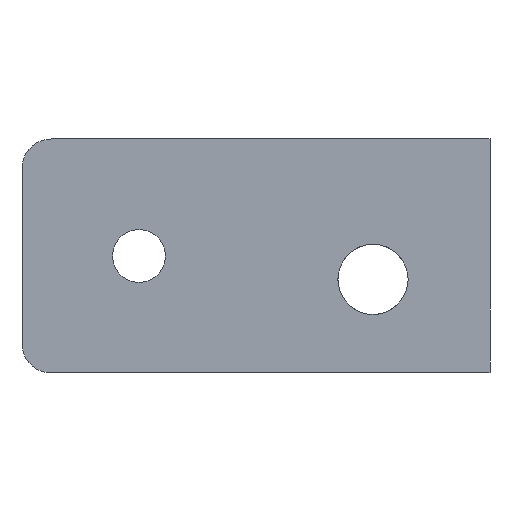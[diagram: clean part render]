
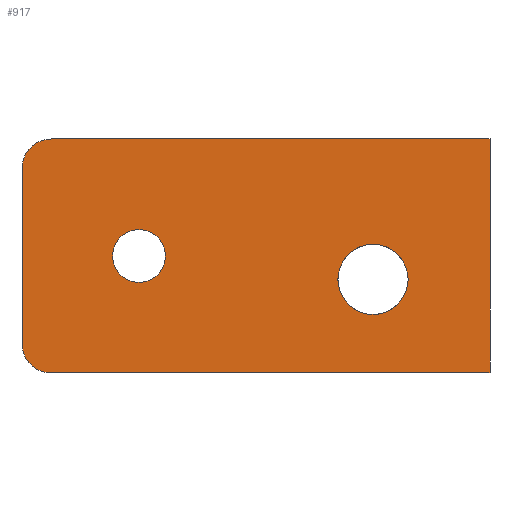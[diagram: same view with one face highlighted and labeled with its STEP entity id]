
A CAD part, front view. The second image highlights one B-rep face of the part: STEP entity #917.
In plain terms, the highlighted planar face has unit normal (0, -1, 0).
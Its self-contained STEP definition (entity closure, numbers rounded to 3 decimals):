
#20=FACE_BOUND('',#124,.T.);
#21=FACE_BOUND('',#125,.T.);
#43=PLANE('',#997);
#75=FACE_OUTER_BOUND('',#123,.T.);
#123=EDGE_LOOP('',(#777,#778,#779,#780,#781,#782));
#124=EDGE_LOOP('',(#783));
#125=EDGE_LOOP('',(#784));
#168=LINE('',#1428,#257);
#185=LINE('',#1465,#274);
#190=LINE('',#1481,#279);
#223=LINE('',#1590,#312);
#257=VECTOR('',#1095,10.);
#274=VECTOR('',#1128,10.);
#279=VECTOR('',#1147,10.);
#312=VECTOR('',#1208,10.);
#332=CIRCLE('',#953,3.);
#349=CIRCLE('',#994,2.5);
#351=CIRCLE('',#998,2.5);
#352=CIRCLE('',#999,2.25);
#377=VERTEX_POINT('',#1368);
#399=VERTEX_POINT('',#1424);
#400=VERTEX_POINT('',#1426);
#412=VERTEX_POINT('',#1463);
#416=VERTEX_POINT('',#1480);
#444=VERTEX_POINT('',#1583);
#446=VERTEX_POINT('',#1589);
#448=VERTEX_POINT('',#1596);
#469=EDGE_CURVE('',#377,#377,#332,.T.);
#498=EDGE_CURVE('',#400,#399,#168,.T.);
#518=EDGE_CURVE('',#412,#400,#185,.T.);
#526=EDGE_CURVE('',#416,#399,#190,.T.);
#563=EDGE_CURVE('',#416,#444,#349,.T.);
#566=EDGE_CURVE('',#446,#444,#223,.T.);
#569=EDGE_CURVE('',#446,#412,#351,.T.);
#570=EDGE_CURVE('',#448,#448,#352,.T.);
#777=ORIENTED_EDGE('',*,*,#563,.F.);
#778=ORIENTED_EDGE('',*,*,#526,.T.);
#779=ORIENTED_EDGE('',*,*,#498,.F.);
#780=ORIENTED_EDGE('',*,*,#518,.F.);
#781=ORIENTED_EDGE('',*,*,#569,.F.);
#782=ORIENTED_EDGE('',*,*,#566,.T.);
#783=ORIENTED_EDGE('',*,*,#469,.T.);
#784=ORIENTED_EDGE('',*,*,#570,.T.);
#917=ADVANCED_FACE('',(#75,#20,#21),#43,.T.);
#953=AXIS2_PLACEMENT_3D('',#1369,#1044,#1045);
#994=AXIS2_PLACEMENT_3D('',#1584,#1201,#1202);
#997=AXIS2_PLACEMENT_3D('',#1594,#1211,#1212);
#998=AXIS2_PLACEMENT_3D('',#1595,#1213,#1214);
#999=AXIS2_PLACEMENT_3D('',#1597,#1215,#1216);
#1044=DIRECTION('center_axis',(0.,1.,0.));
#1045=DIRECTION('ref_axis',(1.,0.,0.));
#1095=DIRECTION('',(0.,0.,-1.));
#1128=DIRECTION('',(1.,0.,0.));
#1147=DIRECTION('',(1.,0.,0.));
#1201=DIRECTION('center_axis',(0.,1.,0.));
#1202=DIRECTION('ref_axis',(-0.707,0.,-0.707));
#1208=DIRECTION('',(0.,0.,-1.));
#1211=DIRECTION('center_axis',(0.,-1.,0.));
#1212=DIRECTION('ref_axis',(1.,0.,0.));
#1213=DIRECTION('center_axis',(0.,1.,0.));
#1214=DIRECTION('ref_axis',(-0.707,0.,0.707));
#1215=DIRECTION('center_axis',(0.,1.,0.));
#1216=DIRECTION('ref_axis',(1.,0.,0.));
#1368=CARTESIAN_POINT('',(17.,-63.,-2.));
#1369=CARTESIAN_POINT('Origin',(20.,-63.,-2.));
#1424=CARTESIAN_POINT('',(30.,-63.,-10.));
#1426=CARTESIAN_POINT('',(30.,-63.,10.));
#1428=CARTESIAN_POINT('',(30.,-63.,-10.));
#1463=CARTESIAN_POINT('',(-7.5,-63.,10.));
#1465=CARTESIAN_POINT('',(10.,-63.,10.));
#1480=CARTESIAN_POINT('',(-7.5,-63.,-10.));
#1481=CARTESIAN_POINT('',(-10.,-63.,-10.));
#1583=CARTESIAN_POINT('',(-10.,-63.,-7.5));
#1584=CARTESIAN_POINT('Origin',(-7.5,-63.,-7.5));
#1589=CARTESIAN_POINT('',(-10.,-63.,7.5));
#1590=CARTESIAN_POINT('',(-10.,-63.,10.));
#1594=CARTESIAN_POINT('Origin',(0.,-63.,0.));
#1595=CARTESIAN_POINT('Origin',(-7.5,-63.,7.5));
#1596=CARTESIAN_POINT('',(-2.25,-63.,0.));
#1597=CARTESIAN_POINT('Origin',(0.,-63.,0.));
